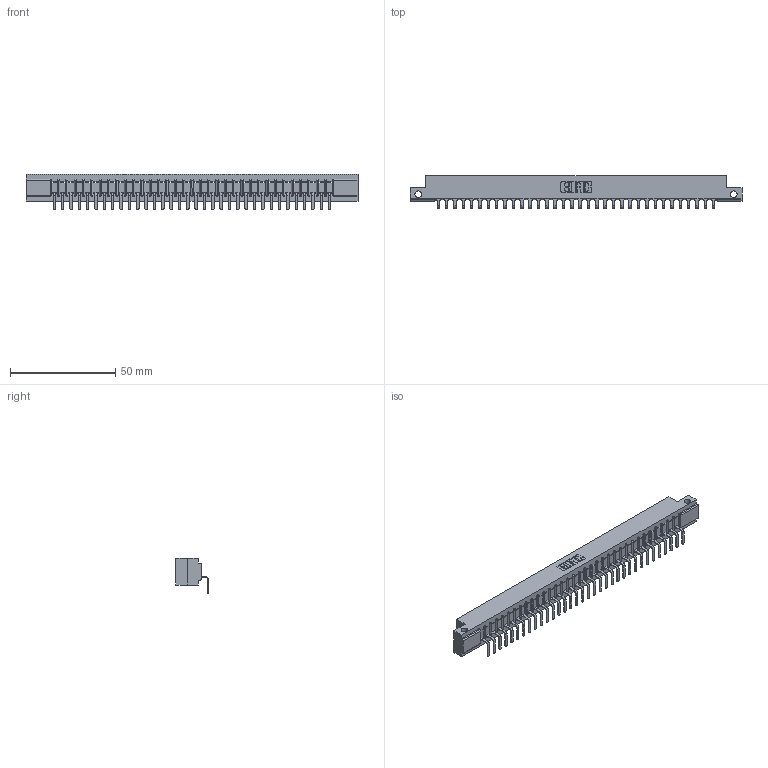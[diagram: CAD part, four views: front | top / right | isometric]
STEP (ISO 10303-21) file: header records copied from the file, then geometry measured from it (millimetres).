
FILE_DESCRIPTION (( 'STEP AP203' ), '1' );
FILE_NAME ('307-034-559-112.STEP', '2019-09-05T16:46:32', ( '' ), ( '' ), 'SwSTEP 2.0', 'SolidWorks 2016', '' );
FILE_SCHEMA (( 'CONFIG_CONTROL_DESIGN' ));
Length unit declared in the file: inch
Products named in the file (3): 307-034-559-112; 307-290-001_558 559 - 1 (Single); 307 Part_.128 Dia Side Mounting Holes
Assembly tree (35 placements, depth 2):
  307-034-559-112
    307 Part_.128 Dia Side Mounting Holes
    307-290-001_558 559 - 1 (Single)  x34
Bounding box: 157.73 x 15.46 x 16.8 mm (x, y, z)
Volume: 16228.5 mm3; surface area: 17299.4 mm2
Topology: 35 solids, 35 shells, 2193 faces, 6239 edges, 4018 vertices
Faces by surface type: plane 1396, cylinder 727, sphere 70
Entity records: 30240 total; most frequent: CARTESIAN_POINT 5092, ORIENTED_EDGE 5078, DIRECTION 4957, EDGE_CURVE 2539, LINE 1943, VECTOR 1943, VERTEX_POINT 1642, AXIS2_PLACEMENT_3D 1507
